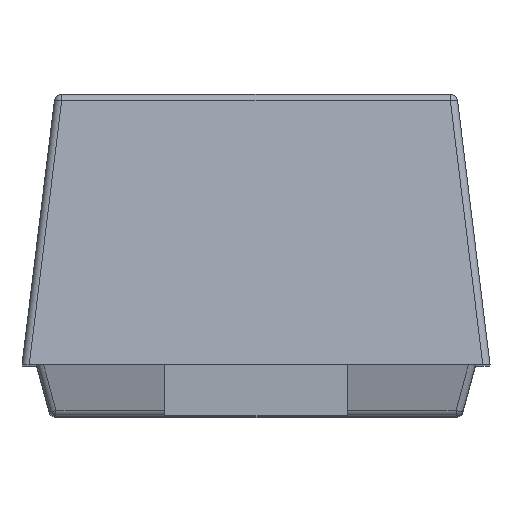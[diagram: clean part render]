
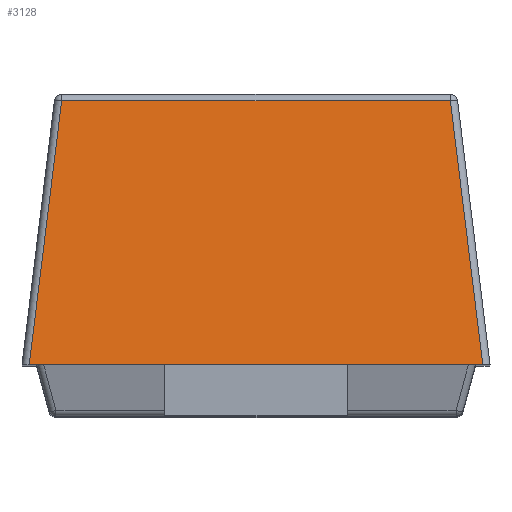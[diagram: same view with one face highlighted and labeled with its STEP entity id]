
A CAD part, top view. The second image highlights one B-rep face of the part: STEP entity #3128.
In plain terms, the highlighted face is planar.
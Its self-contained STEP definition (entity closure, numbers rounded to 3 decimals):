
#208 = EDGE_LOOP ( 'NONE', ( #2426, #1589, #3199, #1082 ) ) ;
#227 = DIRECTION ( 'NONE',  ( 0.121, 0.985, -0.121 ) ) ;
#598 = LINE ( 'NONE', #1795, #3149 ) ;
#741 = DIRECTION ( 'NONE',  ( 0., 0., 1. ) ) ;
#892 = CARTESIAN_POINT ( 'NONE',  ( 0., -0.003, -0.024 ) ) ;
#1082 = ORIENTED_EDGE ( 'NONE', *, *, #3630, .T. ) ;
#1325 = VERTEX_POINT ( 'NONE', #3553 ) ;
#1471 = CARTESIAN_POINT ( 'NONE',  ( 0., 0., 0. ) ) ;
#1495 = LINE ( 'NONE', #2663, #2297 ) ;
#1504 = CARTESIAN_POINT ( 'NONE',  ( 0.111, 0.903, -0.136 ) ) ;
#1589 = ORIENTED_EDGE ( 'NONE', *, *, #3072, .T. ) ;
#1713 = FACE_OUTER_BOUND ( 'NONE', #208, .T. ) ;
#1723 = CARTESIAN_POINT ( 'NONE',  ( 0., 0., -1.575 ) ) ;
#1766 = DIRECTION ( 'NONE',  ( -0.122, -0.993, 0. ) ) ;
#1795 = CARTESIAN_POINT ( 'NONE',  ( 0.023, 0.188, -1.552 ) ) ;
#1894 = LINE ( 'NONE', #3059, #3734 ) ;
#2040 = DIRECTION ( 'NONE',  ( -0.993, 0.122, 0. ) ) ;
#2260 = LINE ( 'NONE', #892, #3557 ) ;
#2288 = CARTESIAN_POINT ( 'NONE',  ( 0.111, 0.903, -1.464 ) ) ;
#2297 = VECTOR ( 'NONE', #3563, 1000. ) ;
#2348 = DIRECTION ( 'NONE',  ( -0.121, -0.985, -0.121 ) ) ;
#2426 = ORIENTED_EDGE ( 'NONE', *, *, #2871, .T. ) ;
#2663 = CARTESIAN_POINT ( 'NONE',  ( 0.111, 0.903, 0. ) ) ;
#2674 = VERTEX_POINT ( 'NONE', #2288 ) ;
#2788 = VERTEX_POINT ( 'NONE', #1504 ) ;
#2867 = PLANE ( 'NONE',  #3433 ) ;
#2871 = EDGE_CURVE ( 'NONE', #3030, #1325, #1894, .T. ) ;
#3030 = VERTEX_POINT ( 'NONE', #1723 ) ;
#3059 = CARTESIAN_POINT ( 'NONE',  ( 0., 0., 0. ) ) ;
#3072 = EDGE_CURVE ( 'NONE', #1325, #2788, #2260, .T. ) ;
#3128 = ADVANCED_FACE ( 'NONE', ( #1713 ), #2867, .T. ) ;
#3149 = VECTOR ( 'NONE', #2348, 1000. ) ;
#3199 = ORIENTED_EDGE ( 'NONE', *, *, #3686, .T. ) ;
#3433 = AXIS2_PLACEMENT_3D ( 'NONE', #1471, #2040, #1766 ) ;
#3553 = CARTESIAN_POINT ( 'NONE',  ( 0., 0., -0.025 ) ) ;
#3557 = VECTOR ( 'NONE', #227, 1000. ) ;
#3563 = DIRECTION ( 'NONE',  ( 0., 0., -1. ) ) ;
#3630 = EDGE_CURVE ( 'NONE', #2674, #3030, #598, .T. ) ;
#3686 = EDGE_CURVE ( 'NONE', #2788, #2674, #1495, .T. ) ;
#3734 = VECTOR ( 'NONE', #741, 1000. ) ;
